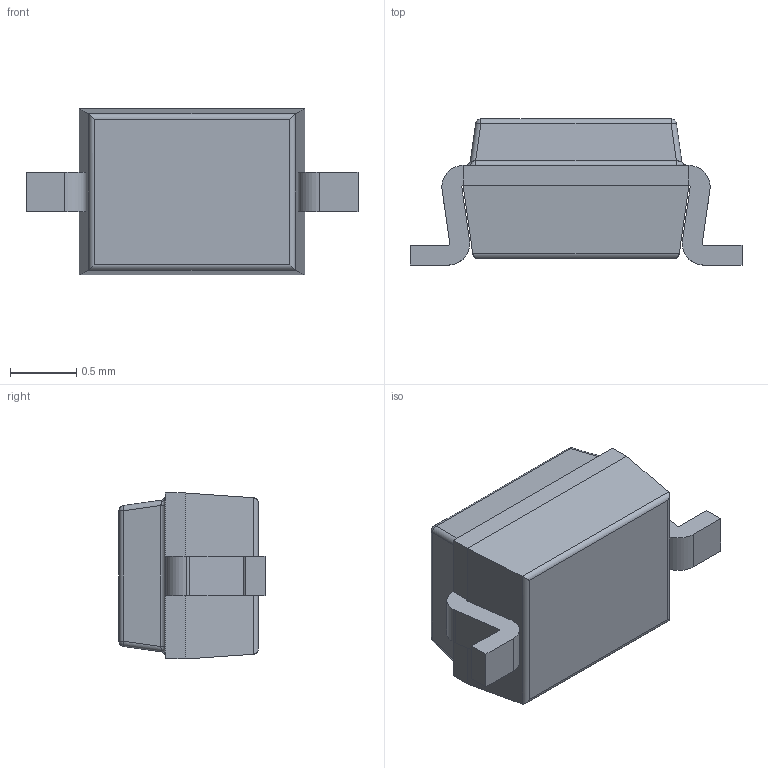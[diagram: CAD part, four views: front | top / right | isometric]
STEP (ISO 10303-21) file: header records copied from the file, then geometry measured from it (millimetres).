
FILE_DESCRIPTION (( 'STEP AP214' ), '1' );
FILE_NAME ('BAS2103WE6327HTSA1.STEP', '2020-03-02T23:40:48', ( '' ), ( '' ), 'SwSTEP 2.0', 'SolidWorks 2017', '' );
FILE_SCHEMA (( 'AUTOMOTIVE_DESIGN' ));
Length unit declared in the file: millimetre
Products named in the file (1): BAS2103WE6327HTSA1
Bounding box: 2.5 x 1.1 x 1.25 mm (x, y, z)
Volume: 2.1 mm3; surface area: 12.5 mm2
Topology: 4 solids, 4 shells, 80 faces, 189 edges, 114 vertices
Faces by surface type: plane 42, cylinder 28, bspline 6, sphere 4
Entity records: 2334 total; most frequent: CARTESIAN_POINT 506, ORIENTED_EDGE 370, DIRECTION 361, EDGE_CURVE 185, AXIS2_PLACEMENT_3D 121, VECTOR 119, LINE 119, VERTEX_POINT 114
